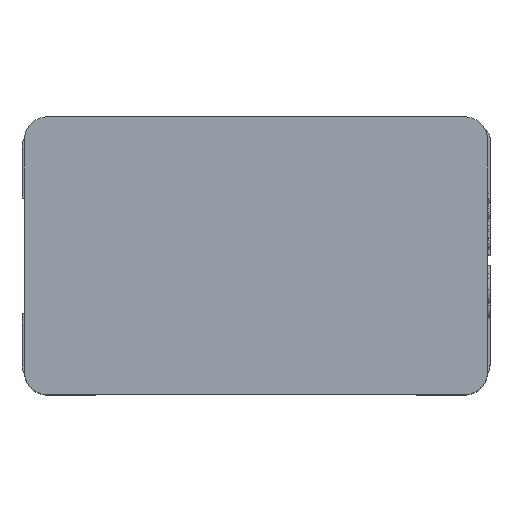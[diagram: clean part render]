
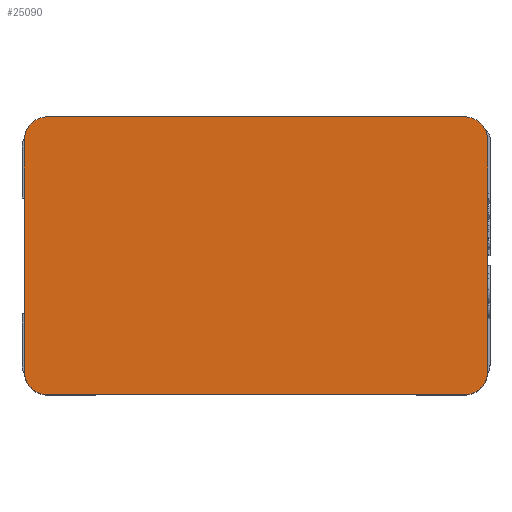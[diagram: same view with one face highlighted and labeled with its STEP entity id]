
A CAD part, top view. The second image highlights one B-rep face of the part: STEP entity #25090.
In plain terms, the highlighted planar face has unit normal (0, 0, 1).
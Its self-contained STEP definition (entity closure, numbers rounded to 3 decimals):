
#23483 = EDGE_CURVE('',#23484,#23486,#23488,.T.);
#23484 = VERTEX_POINT('',#23485);
#23485 = CARTESIAN_POINT('',(1.,-0.5,
    1.2));
#23486 = VERTEX_POINT('',#23487);
#23487 = CARTESIAN_POINT('',(1.,0.5,
    1.2));
#23488 = LINE('',#23489,#23490);
#23489 = CARTESIAN_POINT('',(1.,-0.6,
    1.2));
#23490 = VECTOR('',#23491,1.);
#23491 = DIRECTION('',(0.,1.,0.));
#24760 = EDGE_CURVE('',#24761,#24763,#24765,.T.);
#24761 = VERTEX_POINT('',#24762);
#24762 = CARTESIAN_POINT('',(0.9,0.6,
    1.2));
#24763 = VERTEX_POINT('',#24764);
#24764 = CARTESIAN_POINT('',(-0.9,0.6,
    1.2));
#24765 = LINE('',#24766,#24767);
#24766 = CARTESIAN_POINT('',(-1.,0.6,
    1.2));
#24767 = VECTOR('',#24768,1.);
#24768 = DIRECTION('',(-1.,-0.,-0.));
#25025 = VERTEX_POINT('',#25026);
#25026 = CARTESIAN_POINT('',(-1.,-0.5,
    1.2));
#25032 = EDGE_CURVE('',#25033,#25025,#25035,.T.);
#25033 = VERTEX_POINT('',#25034);
#25034 = CARTESIAN_POINT('',(-1.,0.5,
    1.2));
#25035 = LINE('',#25036,#25037);
#25036 = CARTESIAN_POINT('',(-1.,-0.6,
    1.2));
#25037 = VECTOR('',#25038,1.);
#25038 = DIRECTION('',(-0.,-1.,-0.));
#25065 = VERTEX_POINT('',#25066);
#25066 = CARTESIAN_POINT('',(0.9,-0.6,
    1.2));
#25072 = EDGE_CURVE('',#25073,#25065,#25075,.T.);
#25073 = VERTEX_POINT('',#25074);
#25074 = CARTESIAN_POINT('',(-0.9,-0.6,
    1.2));
#25075 = LINE('',#25076,#25077);
#25076 = CARTESIAN_POINT('',(-1.,-0.6,
    1.2));
#25077 = VECTOR('',#25078,1.);
#25078 = DIRECTION('',(1.,0.,0.));
#25090 = ADVANCED_FACE('',(#25091),#25125,.F.);
#25091 = FACE_BOUND('',#25092,.T.);
#25092 = EDGE_LOOP('',(#25093,#25094,#25101,#25102,#25109,#25110,#25117,
    #25118));
#25093 = ORIENTED_EDGE('',*,*,#25072,.T.);
#25094 = ORIENTED_EDGE('',*,*,#25095,.T.);
#25095 = EDGE_CURVE('',#25065,#23484,#25096,.T.);
#25096 = CIRCLE('',#25097,0.1);
#25097 = AXIS2_PLACEMENT_3D('',#25098,#25099,#25100);
#25098 = CARTESIAN_POINT('',(0.9,-0.5,
    1.2));
#25099 = DIRECTION('',(0.,0.,1.));
#25100 = DIRECTION('',(-1.,0.,0.));
#25101 = ORIENTED_EDGE('',*,*,#23483,.T.);
#25102 = ORIENTED_EDGE('',*,*,#25103,.T.);
#25103 = EDGE_CURVE('',#23486,#24761,#25104,.T.);
#25104 = CIRCLE('',#25105,0.1);
#25105 = AXIS2_PLACEMENT_3D('',#25106,#25107,#25108);
#25106 = CARTESIAN_POINT('',(0.9,0.5,
    1.2));
#25107 = DIRECTION('',(0.,0.,1.));
#25108 = DIRECTION('',(-1.,0.,0.));
#25109 = ORIENTED_EDGE('',*,*,#24760,.T.);
#25110 = ORIENTED_EDGE('',*,*,#25111,.T.);
#25111 = EDGE_CURVE('',#24763,#25033,#25112,.T.);
#25112 = CIRCLE('',#25113,0.1);
#25113 = AXIS2_PLACEMENT_3D('',#25114,#25115,#25116);
#25114 = CARTESIAN_POINT('',(-0.9,0.5,
    1.2));
#25115 = DIRECTION('',(0.,0.,1.));
#25116 = DIRECTION('',(-1.,0.,0.));
#25117 = ORIENTED_EDGE('',*,*,#25032,.T.);
#25118 = ORIENTED_EDGE('',*,*,#25119,.T.);
#25119 = EDGE_CURVE('',#25025,#25073,#25120,.T.);
#25120 = CIRCLE('',#25121,0.1);
#25121 = AXIS2_PLACEMENT_3D('',#25122,#25123,#25124);
#25122 = CARTESIAN_POINT('',(-0.9,-0.5,
    1.2));
#25123 = DIRECTION('',(0.,0.,1.));
#25124 = DIRECTION('',(-1.,0.,0.));
#25125 = PLANE('',#25126);
#25126 = AXIS2_PLACEMENT_3D('',#25127,#25128,#25129);
#25127 = CARTESIAN_POINT('',(0.,0.,
    1.2));
#25128 = DIRECTION('',(0.,0.,-1.));
#25129 = DIRECTION('',(-1.,0.,0.));
